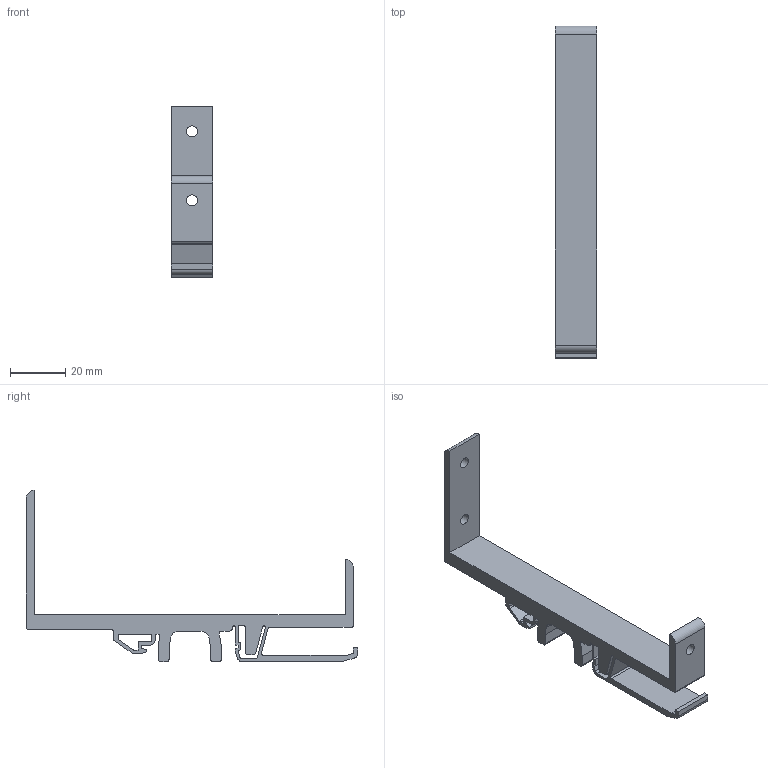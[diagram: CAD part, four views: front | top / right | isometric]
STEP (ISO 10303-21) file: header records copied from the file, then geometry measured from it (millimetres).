
FILE_DESCRIPTION(('FreeCAD Model'),'2;1');
FILE_NAME('Open CASCADE Shape Model','2025-05-19T22:37:46',(''),(''), 'Open CASCADE STEP processor 7.8','FreeCAD','Unknown');
FILE_SCHEMA(('AUTOMOTIVE_DESIGN { 1 0 10303 214 1 1 1 1 }'));
Length unit declared in the file: millimetre
Products named in the file (1): din1
Bounding box: 15 x 120.1 x 62.03 mm (x, y, z)
Volume: 16804.4 mm3; surface area: 11524.4 mm2
Topology: 1 solids, 1 shells, 101 faces, 297 edges, 198 vertices
Faces by surface type: plane 63, cylinder 38
Full cylindrical faces by diameter (mm): 4 x3
Entity records: 3409 total; most frequent: CARTESIAN_POINT 597, ORIENTED_EDGE 594, DIRECTION 577, EDGE_CURVE 297, LINE 221, VECTOR 221, VERTEX_POINT 198, AXIS2_PLACEMENT_3D 178
